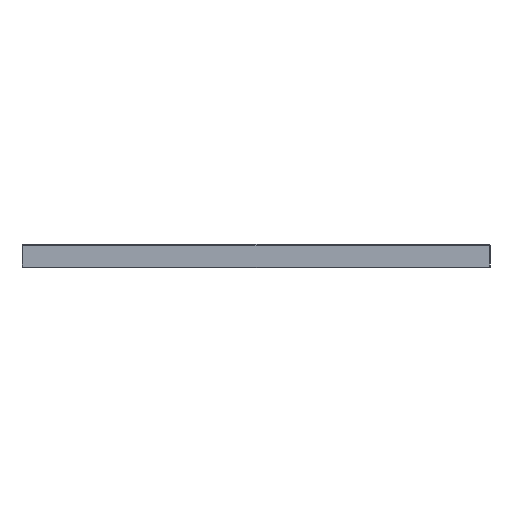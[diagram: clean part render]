
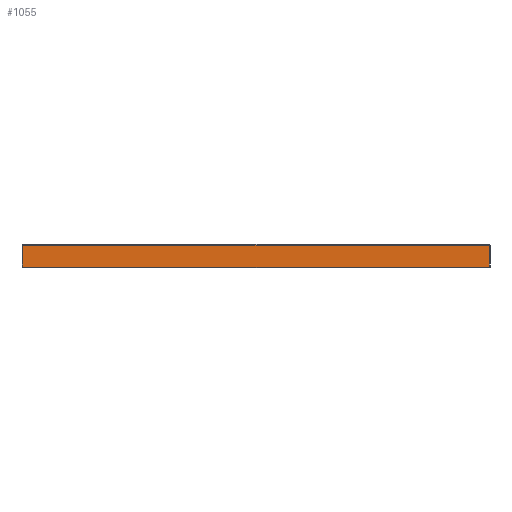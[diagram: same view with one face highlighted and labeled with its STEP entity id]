
A CAD part, left-side view. The second image highlights one B-rep face of the part: STEP entity #1055.
In plain terms, the highlighted planar face has unit normal (-1, 0, 0).
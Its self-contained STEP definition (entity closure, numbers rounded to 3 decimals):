
#533=B_SPLINE_CURVE_WITH_KNOTS('',3,(#16859,#16860,#16861,#16862,#16863,
#16864,#16865,#16866,#16867,#16868,#16869),.UNSPECIFIED.,.F.,.F.,(4,2,1,
1,1,2,4),(0.,0.031,0.063,0.125,0.25,0.5,1.),.UNSPECIFIED.);
#534=B_SPLINE_CURVE_WITH_KNOTS('',3,(#16871,#16872,#16873,#16874,#16875,
#16876,#16877,#16878,#16879,#16880,#16881,#16882,#16883,#16884),
 .UNSPECIFIED.,.F.,.F.,(4,2,2,2,2,2,4),(0.,0.5,0.75,0.875,0.938,0.969,
1.),.UNSPECIFIED.);
#800=PLANE('',#6367);
#1055=ADVANCED_FACE('',(#1498),#800,.T.);
#1498=FACE_OUTER_BOUND('',#1892,.T.);
#1892=EDGE_LOOP('',(#3424,#3425,#3426,#3427,#3428));
#3424=ORIENTED_EDGE('',*,*,#5192,.T.);
#3425=ORIENTED_EDGE('',*,*,#5193,.T.);
#3426=ORIENTED_EDGE('',*,*,#5194,.T.);
#3427=ORIENTED_EDGE('',*,*,#5195,.T.);
#3428=ORIENTED_EDGE('',*,*,#5196,.T.);
#4468=VERTEX_POINT('',#16853);
#4469=VERTEX_POINT('',#16854);
#4470=VERTEX_POINT('',#16856);
#4471=VERTEX_POINT('',#16858);
#4472=VERTEX_POINT('',#16870);
#5192=EDGE_CURVE('',#4468,#4469,#5662,.T.);
#5193=EDGE_CURVE('',#4469,#4470,#5663,.T.);
#5194=EDGE_CURVE('',#4470,#4471,#5664,.T.);
#5195=EDGE_CURVE('',#4471,#4472,#533,.T.);
#5196=EDGE_CURVE('',#4472,#4468,#534,.T.);
#5662=LINE('',#16852,#5908);
#5663=LINE('',#16855,#5909);
#5664=LINE('',#16857,#5910);
#5908=VECTOR('',#7539,1.);
#5909=VECTOR('',#7540,1.);
#5910=VECTOR('',#7541,1.);
#6367=AXIS2_PLACEMENT_3D('',#16885,#7542,#7543);
#7539=DIRECTION('',(0.,0.,-1.));
#7540=DIRECTION('',(0.,-1.,0.));
#7541=DIRECTION('',(0.,0.,1.));
#7542=DIRECTION('',(-1.,0.,0.));
#7543=DIRECTION('',(0.,0.,1.));
#16852=CARTESIAN_POINT('',(-400.,398.5,39.));
#16853=CARTESIAN_POINT('',(-400.,398.5,38.478));
#16854=CARTESIAN_POINT('',(-400.,398.5,1.));
#16855=CARTESIAN_POINT('',(-400.,-400.,1.));
#16856=CARTESIAN_POINT('',(-400.,-398.5,1.));
#16857=CARTESIAN_POINT('',(-400.,-398.5,39.));
#16858=CARTESIAN_POINT('',(-400.,-398.5,38.478));
#16859=CARTESIAN_POINT('',(-400.,-398.5,38.478));
#16860=CARTESIAN_POINT('',(-400.,-394.349,38.429));
#16861=CARTESIAN_POINT('',(-400.,-390.198,38.462));
#16862=CARTESIAN_POINT('',(-400.,-381.896,38.462));
#16863=CARTESIAN_POINT('',(-400.,-369.443,38.462));
#16864=CARTESIAN_POINT('',(-400.,-340.385,38.462));
#16865=CARTESIAN_POINT('',(-400.,-282.271,38.462));
#16866=CARTESIAN_POINT('',(-400.,-232.458,38.462));
#16867=CARTESIAN_POINT('',(-400.,-132.833,38.462));
#16868=CARTESIAN_POINT('',(-400.,-66.417,38.462));
#16869=CARTESIAN_POINT('',(-400.,0.,38.462));
#16870=CARTESIAN_POINT('',(-400.,0.,38.462));
#16871=CARTESIAN_POINT('',(-400.,0.,38.462));
#16872=CARTESIAN_POINT('',(-400.,66.417,38.462));
#16873=CARTESIAN_POINT('',(-400.,132.833,38.462));
#16874=CARTESIAN_POINT('',(-400.,232.458,38.462));
#16875=CARTESIAN_POINT('',(-400.,265.667,38.462));
#16876=CARTESIAN_POINT('',(-400.,315.479,38.462));
#16877=CARTESIAN_POINT('',(-400.,332.083,38.462));
#16878=CARTESIAN_POINT('',(-400.,356.99,38.462));
#16879=CARTESIAN_POINT('',(-400.,365.292,38.462));
#16880=CARTESIAN_POINT('',(-400.,377.745,38.462));
#16881=CARTESIAN_POINT('',(-400.,381.896,38.462));
#16882=CARTESIAN_POINT('',(-400.,390.198,38.462));
#16883=CARTESIAN_POINT('',(-400.,394.349,38.429));
#16884=CARTESIAN_POINT('',(-400.,398.5,38.478));
#16885=CARTESIAN_POINT('',(-400.,-400.,39.));
